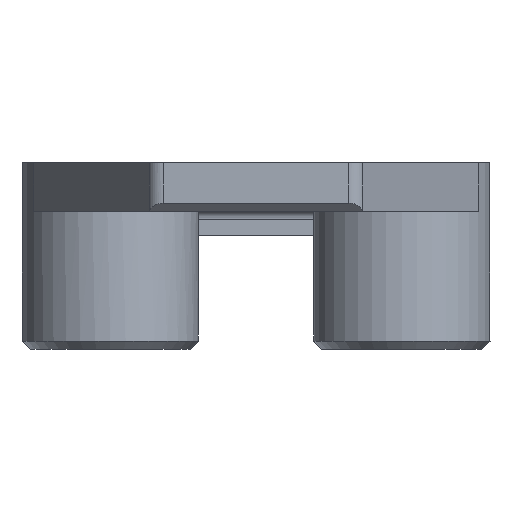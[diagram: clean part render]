
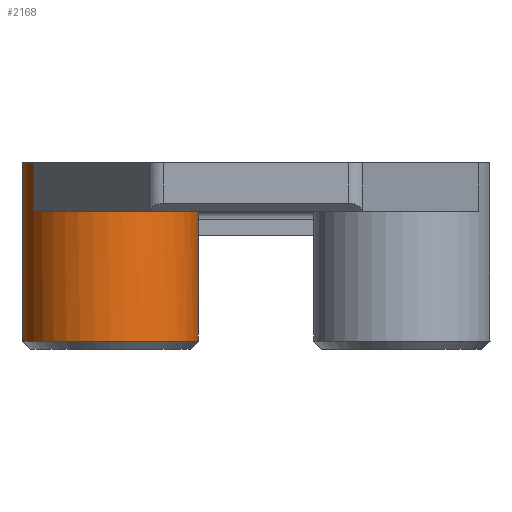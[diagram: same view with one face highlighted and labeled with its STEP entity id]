
A CAD part, front view. The second image highlights one B-rep face of the part: STEP entity #2168.
In plain terms, the highlighted cylindrical face has radius 11 mm (diameter 22 mm), a full revolution.
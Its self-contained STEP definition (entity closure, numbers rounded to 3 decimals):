
#151=CYLINDRICAL_SURFACE('',#2380,11.);
#222=FACE_OUTER_BOUND('',#365,.T.);
#365=EDGE_LOOP('',(#1744,#1745,#1746,#1747,#1748,#1749,#1750,#1751,#1752,
#1753));
#498=LINE('',#3383,#701);
#499=LINE('',#3384,#702);
#526=LINE('',#3492,#729);
#527=LINE('',#3494,#730);
#528=LINE('',#3495,#731);
#701=VECTOR('',#2722,10.);
#702=VECTOR('',#2723,1000.);
#729=VECTOR('',#2834,11.);
#730=VECTOR('',#2835,10.);
#731=VECTOR('',#2836,1000.);
#878=CIRCLE('',#2299,11.);
#891=CIRCLE('',#2314,11.);
#892=CIRCLE('',#2315,11.);
#924=CIRCLE('',#2381,11.);
#994=VERTEX_POINT('',#3264);
#995=VERTEX_POINT('',#3266);
#1018=VERTEX_POINT('',#3316);
#1019=VERTEX_POINT('',#3318);
#1020=VERTEX_POINT('',#3320);
#1043=VERTEX_POINT('',#3382);
#1070=VERTEX_POINT('',#3490);
#1071=VERTEX_POINT('',#3493);
#1218=EDGE_CURVE('',#994,#995,#878,.T.);
#1244=EDGE_CURVE('',#1018,#1019,#891,.T.);
#1245=EDGE_CURVE('',#1019,#1020,#892,.T.);
#1275=EDGE_CURVE('',#1043,#1020,#498,.T.);
#1276=EDGE_CURVE('',#994,#1043,#499,.T.);
#1323=EDGE_CURVE('',#1070,#1070,#924,.T.);
#1324=EDGE_CURVE('',#1070,#1019,#526,.T.);
#1325=EDGE_CURVE('',#1071,#1018,#527,.T.);
#1326=EDGE_CURVE('',#995,#1071,#528,.T.);
#1744=ORIENTED_EDGE('',*,*,#1323,.F.);
#1745=ORIENTED_EDGE('',*,*,#1324,.T.);
#1746=ORIENTED_EDGE('',*,*,#1244,.F.);
#1747=ORIENTED_EDGE('',*,*,#1325,.F.);
#1748=ORIENTED_EDGE('',*,*,#1326,.F.);
#1749=ORIENTED_EDGE('',*,*,#1218,.F.);
#1750=ORIENTED_EDGE('',*,*,#1276,.T.);
#1751=ORIENTED_EDGE('',*,*,#1275,.T.);
#1752=ORIENTED_EDGE('',*,*,#1245,.F.);
#1753=ORIENTED_EDGE('',*,*,#1324,.F.);
#2168=ADVANCED_FACE('',(#222),#151,.T.);
#2299=AXIS2_PLACEMENT_3D('',#3267,#2613,#2614);
#2314=AXIS2_PLACEMENT_3D('',#3319,#2656,#2657);
#2315=AXIS2_PLACEMENT_3D('',#3321,#2658,#2659);
#2380=AXIS2_PLACEMENT_3D('',#3489,#2830,#2831);
#2381=AXIS2_PLACEMENT_3D('',#3491,#2832,#2833);
#2613=DIRECTION('center_axis',(0.,0.,1.));
#2614=DIRECTION('ref_axis',(1.,0.,0.));
#2656=DIRECTION('center_axis',(0.,0.,1.));
#2657=DIRECTION('ref_axis',(1.,0.,0.));
#2658=DIRECTION('center_axis',(0.,0.,1.));
#2659=DIRECTION('ref_axis',(1.,0.,0.));
#2722=DIRECTION('',(0.,0.,1.));
#2723=DIRECTION('',(0.,0.,1.));
#2830=DIRECTION('center_axis',(0.,0.,-1.));
#2831=DIRECTION('ref_axis',(1.,0.,0.));
#2832=DIRECTION('center_axis',(0.,0.,-1.));
#2833=DIRECTION('ref_axis',(1.,0.,0.));
#2834=DIRECTION('',(0.,0.,1.));
#2835=DIRECTION('',(0.,0.,1.));
#2836=DIRECTION('',(0.,0.,1.));
#3264=CARTESIAN_POINT('',(-23.147,45.697,18.));
#3266=CARTESIAN_POINT('',(-17.66,61.433,18.));
#3267=CARTESIAN_POINT('Origin',(-13.623,51.201,18.));
#3316=CARTESIAN_POINT('',(-17.66,61.433,24.));
#3318=CARTESIAN_POINT('',(-24.623,51.201,24.));
#3319=CARTESIAN_POINT('Origin',(-13.623,51.201,24.));
#3320=CARTESIAN_POINT('',(-23.147,45.697,24.));
#3321=CARTESIAN_POINT('Origin',(-13.623,51.201,24.));
#3382=CARTESIAN_POINT('',(-23.147,45.697,23.));
#3383=CARTESIAN_POINT('',(-23.147,45.697,23.));
#3384=CARTESIAN_POINT('',(-23.147,45.697,18.));
#3489=CARTESIAN_POINT('Origin',(-13.623,51.201,18.));
#3490=CARTESIAN_POINT('',(-24.623,51.201,1.8));
#3491=CARTESIAN_POINT('Origin',(-13.623,51.201,1.8));
#3492=CARTESIAN_POINT('',(-24.623,51.201,18.));
#3493=CARTESIAN_POINT('',(-17.66,61.433,23.));
#3494=CARTESIAN_POINT('',(-17.66,61.433,23.));
#3495=CARTESIAN_POINT('',(-17.66,61.433,0.));
